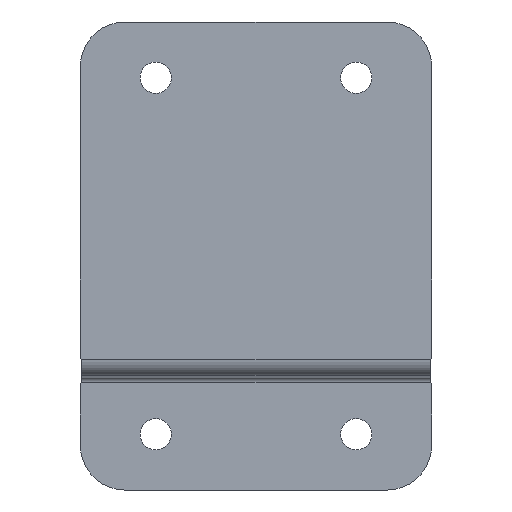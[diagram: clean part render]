
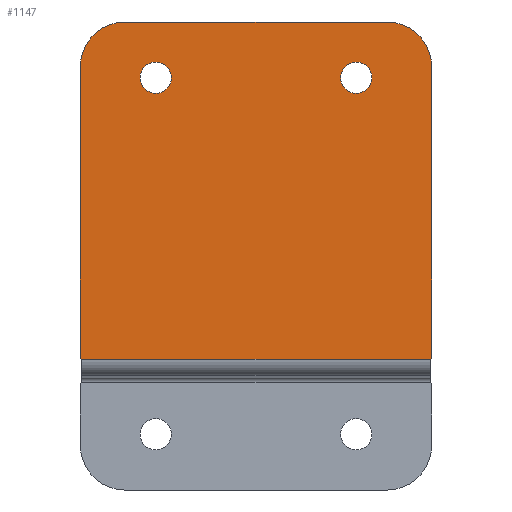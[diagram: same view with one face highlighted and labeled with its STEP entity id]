
A CAD part, front view. The second image highlights one B-rep face of the part: STEP entity #1147.
In plain terms, the highlighted planar face has unit normal (0, -1, 0).
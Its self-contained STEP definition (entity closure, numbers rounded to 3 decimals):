
#367=DIRECTION('',(-0.707,0.,0.707));
#368=VECTOR('',#367,0.4);
#369=CARTESIAN_POINT('',(-39.117,-7.,0.839));
#370=LINE('',#369,#368);
#371=CARTESIAN_POINT('',(-29.4,-7.,66.542));
#372=DIRECTION('',(0.,-1.,0.));
#373=DIRECTION('',(0.,0.,1.));
#374=AXIS2_PLACEMENT_3D('',#371,#372,#373);
#376=DIRECTION('',(1.,0.,0.));
#377=VECTOR('',#376,58.8);
#378=CARTESIAN_POINT('',(-29.4,-7.,76.542));
#379=LINE('',#378,#377);
#380=CARTESIAN_POINT('',(29.4,-7.,66.542));
#381=DIRECTION('',(0.,-1.,0.));
#382=DIRECTION('',(1.,0.,0.));
#383=AXIS2_PLACEMENT_3D('',#380,#381,#382);
#385=DIRECTION('',(-0.707,0.,-0.707));
#386=VECTOR('',#385,0.4);
#387=CARTESIAN_POINT('',(39.4,-7.,1.122));
#388=LINE('',#387,#386);
#389=DIRECTION('',(-1.,0.,0.));
#390=VECTOR('',#389,78.234);
#391=CARTESIAN_POINT('',(39.117,-7.,0.839));
#392=LINE('',#391,#390);
#393=CARTESIAN_POINT('',(22.5,-7.,64.042));
#394=DIRECTION('',(0.,-1.,0.));
#395=DIRECTION('',(0.,0.,-1.));
#396=AXIS2_PLACEMENT_3D('',#393,#394,#395);
#398=CARTESIAN_POINT('',(22.5,-7.,64.042));
#399=DIRECTION('',(0.,-1.,0.));
#400=DIRECTION('',(0.,0.,1.));
#401=AXIS2_PLACEMENT_3D('',#398,#399,#400);
#403=CARTESIAN_POINT('',(-22.5,-7.,64.042));
#404=DIRECTION('',(0.,-1.,0.));
#405=DIRECTION('',(0.,0.,-1.));
#406=AXIS2_PLACEMENT_3D('',#403,#404,#405);
#408=CARTESIAN_POINT('',(-22.5,-7.,64.042));
#409=DIRECTION('',(0.,-1.,0.));
#410=DIRECTION('',(0.,0.,1.));
#411=AXIS2_PLACEMENT_3D('',#408,#409,#410);
#421=DIRECTION('',(0.,0.,-1.));
#422=VECTOR('',#421,65.42);
#423=CARTESIAN_POINT('',(-39.4,-7.,66.542));
#424=LINE('',#423,#422);
#437=DIRECTION('',(0.,0.,-1.));
#438=VECTOR('',#437,65.42);
#439=CARTESIAN_POINT('',(39.4,-7.,66.542));
#440=LINE('',#439,#438);
#493=CARTESIAN_POINT('',(39.4,-7.,66.542));
#494=CARTESIAN_POINT('',(29.4,-7.,76.542));
#495=VERTEX_POINT('',#493);
#496=VERTEX_POINT('',#494);
#497=CARTESIAN_POINT('',(-29.4,-7.,76.542));
#498=CARTESIAN_POINT('',(-39.4,-7.,66.542));
#499=VERTEX_POINT('',#497);
#500=VERTEX_POINT('',#498);
#501=CARTESIAN_POINT('',(22.5,-7.,60.542));
#502=CARTESIAN_POINT('',(22.5,-7.,67.542));
#503=VERTEX_POINT('',#501);
#504=VERTEX_POINT('',#502);
#505=CARTESIAN_POINT('',(-22.5,-7.,60.542));
#506=CARTESIAN_POINT('',(-22.5,-7.,67.542));
#507=VERTEX_POINT('',#505);
#508=VERTEX_POINT('',#506);
#557=CARTESIAN_POINT('',(-39.117,-7.,0.839));
#558=CARTESIAN_POINT('',(-39.4,-7.,1.122));
#559=VERTEX_POINT('',#557);
#560=VERTEX_POINT('',#558);
#561=CARTESIAN_POINT('',(39.4,-7.,1.122));
#562=CARTESIAN_POINT('',(39.117,-7.,0.839));
#563=VERTEX_POINT('',#561);
#564=VERTEX_POINT('',#562);
#1114=CARTESIAN_POINT('',(-39.4,-7.,76.542));
#1115=DIRECTION('',(0.,-1.,0.));
#1116=DIRECTION('',(0.,0.,-1.));
#1117=AXIS2_PLACEMENT_3D('',#1114,#1115,#1116);
#1118=PLANE('',#1117);
#1119=ORIENTED_EDGE('',*,*,#1104,.T.);
#1121=ORIENTED_EDGE('',*,*,#1120,.F.);
#1123=ORIENTED_EDGE('',*,*,#1122,.F.);
#1125=ORIENTED_EDGE('',*,*,#1124,.T.);
#1127=ORIENTED_EDGE('',*,*,#1126,.F.);
#1129=ORIENTED_EDGE('',*,*,#1128,.T.);
#1131=ORIENTED_EDGE('',*,*,#1130,.T.);
#1132=ORIENTED_EDGE('',*,*,#882,.T.);
#1133=EDGE_LOOP('',(#1119,#1121,#1123,#1125,#1127,#1129,#1131,#1132));
#1134=FACE_OUTER_BOUND('',#1133,.F.);
#1136=ORIENTED_EDGE('',*,*,#1135,.T.);
#1138=ORIENTED_EDGE('',*,*,#1137,.T.);
#1139=EDGE_LOOP('',(#1136,#1138));
#1140=FACE_BOUND('',#1139,.F.);
#1142=ORIENTED_EDGE('',*,*,#1141,.T.);
#1144=ORIENTED_EDGE('',*,*,#1143,.T.);
#1145=EDGE_LOOP('',(#1142,#1144));
#1146=FACE_BOUND('',#1145,.F.);
#1147=ADVANCED_FACE('',(#1134,#1140,#1146),#1118,.T.);
#375=CIRCLE('',#374,10.);
#384=CIRCLE('',#383,10.);
#397=CIRCLE('',#396,3.5);
#402=CIRCLE('',#401,3.5);
#407=CIRCLE('',#406,3.5);
#412=CIRCLE('',#411,3.5);
#882=EDGE_CURVE('',#564,#559,#392,.T.);
#1104=EDGE_CURVE('',#559,#560,#370,.T.);
#1120=EDGE_CURVE('',#500,#560,#424,.T.);
#1122=EDGE_CURVE('',#499,#500,#375,.T.);
#1124=EDGE_CURVE('',#499,#496,#379,.T.);
#1126=EDGE_CURVE('',#495,#496,#384,.T.);
#1128=EDGE_CURVE('',#495,#563,#440,.T.);
#1130=EDGE_CURVE('',#563,#564,#388,.T.);
#1135=EDGE_CURVE('',#503,#504,#397,.T.);
#1137=EDGE_CURVE('',#504,#503,#402,.T.);
#1141=EDGE_CURVE('',#507,#508,#407,.T.);
#1143=EDGE_CURVE('',#508,#507,#412,.T.);
